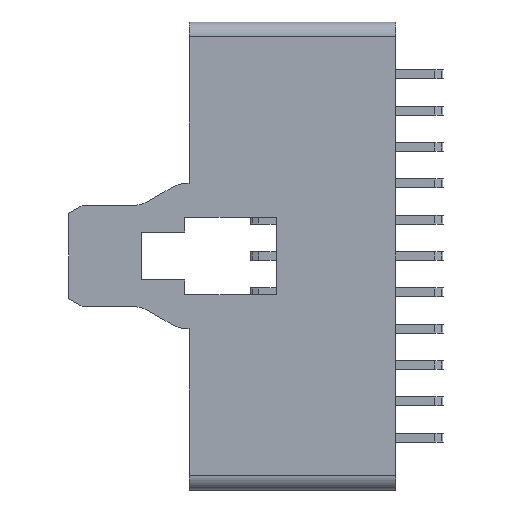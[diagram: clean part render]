
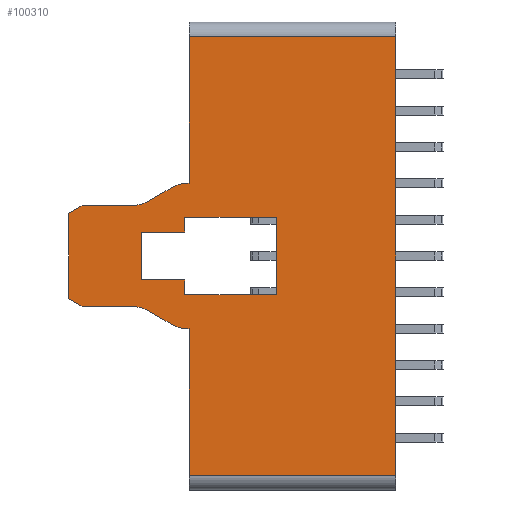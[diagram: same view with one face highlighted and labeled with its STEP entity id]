
A CAD part, left-side view. The second image highlights one B-rep face of the part: STEP entity #100310.
In plain terms, the highlighted planar face has unit normal (-1, 0, 0).
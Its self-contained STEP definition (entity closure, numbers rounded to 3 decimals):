
#7250=CARTESIAN_POINT('',(54.957,82.227,-16.25));
#7260=VERTEX_POINT('',#7250);
#7290=CARTESIAN_POINT('',(54.957,0.,-16.25));
#7300=DIRECTION('',(0.,-1.,0.));
#7310=VECTOR('',#7300,1.);
#7320=LINE('',#7290,#7310);
#7330=CARTESIAN_POINT('',(54.957,88.527,-16.25));
#7340=VERTEX_POINT('',#7330);
#7350=EDGE_CURVE('',#7340,#7260,#7320,.T.);
#7580=CARTESIAN_POINT('',(54.957,88.527,0.));
#7590=DIRECTION('',(0.,0.,-1.));
#7600=VECTOR('',#7590,1.);
#7610=LINE('',#7580,#7600);
#7620=CARTESIAN_POINT('',(54.957,88.527,-15.25));
#7630=VERTEX_POINT('',#7620);
#7640=EDGE_CURVE('',#7630,#7340,#7610,.T.);
#9240=CARTESIAN_POINT('',(54.957,91.527,-15.25));
#9250=VERTEX_POINT('',#9240);
#9280=CARTESIAN_POINT('',(54.957,91.527,0.));
#9290=DIRECTION('',(0.,0.,-1.));
#9300=VECTOR('',#9290,1.);
#9310=LINE('',#9280,#9300);
#9320=CARTESIAN_POINT('',(54.957,91.527,-11.95));
#9330=VERTEX_POINT('',#9320);
#9340=EDGE_CURVE('',#9330,#9250,#9310,.T.);
#9570=CARTESIAN_POINT('',(54.957,0.,-11.95));
#9580=DIRECTION('',(0.,1.,0.));
#9590=VECTOR('',#9580,1.);
#9600=LINE('',#9570,#9590);
#9610=CARTESIAN_POINT('',(54.957,88.527,-11.95));
#9620=VERTEX_POINT('',#9610);
#9630=EDGE_CURVE('',#9620,#9330,#9600,.T.);
#10020=CARTESIAN_POINT('',(54.957,0.,-15.25));
#10030=DIRECTION('',(0.,-1.,0.));
#10040=VECTOR('',#10030,1.);
#10050=LINE('',#10020,#10040);
#10060=EDGE_CURVE('',#9250,#7630,#10050,.T.);
#10330=CARTESIAN_POINT('',(54.957,88.527,0.));
#10340=DIRECTION('',(0.,0.,-1.));
#10350=VECTOR('',#10340,1.);
#10360=LINE('',#10330,#10350);
#10370=CARTESIAN_POINT('',(54.957,88.527,-10.95));
#10380=VERTEX_POINT('',#10370);
#10390=EDGE_CURVE('',#10380,#9620,#10360,.T.);
#10620=CARTESIAN_POINT('',(54.957,0.,-10.95));
#10630=DIRECTION('',(0.,1.,0.));
#10640=VECTOR('',#10630,1.);
#10650=LINE('',#10620,#10640);
#10660=CARTESIAN_POINT('',(54.957,82.227,-10.95));
#10670=VERTEX_POINT('',#10660);
#10680=EDGE_CURVE('',#10670,#10380,#10650,.T.);
#11000=CARTESIAN_POINT('',(54.957,82.227,0.));
#11010=DIRECTION('',(0.,0.,1.));
#11020=VECTOR('',#11010,1.);
#11030=LINE('',#11000,#11020);
#11040=EDGE_CURVE('',#7260,#10670,#11030,.T.);
#11290=CARTESIAN_POINT('',(54.957,0.,-10.1));
#11300=DIRECTION('',(0.,-1.,0.));
#11310=VECTOR('',#11300,1.);
#11320=LINE('',#11290,#11310);
#11330=CARTESIAN_POINT('',(54.957,95.527,-10.1));
#11340=VERTEX_POINT('',#11330);
#11350=CARTESIAN_POINT('',(54.957,91.929,-10.1));
#11360=VERTEX_POINT('',#11350);
#11370=EDGE_CURVE('',#11340,#11360,#11320,.T.);
#11890=CARTESIAN_POINT('',(54.957,91.179,-9.899)
);
#11900=VERTEX_POINT('',#11890);
#11930=CARTESIAN_POINT('',(54.957,91.929,-8.6));
#11940=DIRECTION('',(1.,0.,0.));
#11950=DIRECTION('',(0.,-1.,0.));
#11960=AXIS2_PLACEMENT_3D('',#11930,#11940,#11950);
#11970=CIRCLE('',#11960,1.5);
#11980=EDGE_CURVE('',#11900,#11360,#11970,.T.);
#12300=CARTESIAN_POINT('',(54.957,96.527,-10.677));
#12310=VERTEX_POINT('',#12300);
#12340=CARTESIAN_POINT('',(54.957,96.527,0.));
#12350=DIRECTION('',(0.,0.,-1.));
#12360=VECTOR('',#12350,1.);
#12370=LINE('',#12340,#12360);
#12380=CARTESIAN_POINT('',(54.957,96.527,-16.523));
#12390=VERTEX_POINT('',#12380);
#12400=EDGE_CURVE('',#12310,#12390,#12370,.T.);
#12630=CARTESIAN_POINT('',(54.957,0.,-69.943));
#12640=DIRECTION('',(0.,0.866,0.5));
#12650=VECTOR('',#12640,1.);
#12660=LINE('',#12630,#12650);
#12670=CARTESIAN_POINT('',(54.957,89.393,-18.332)
);
#12680=VERTEX_POINT('',#12670);
#12690=CARTESIAN_POINT('',(54.957,91.179,-17.301)
);
#12700=VERTEX_POINT('',#12690);
#12710=EDGE_CURVE('',#12680,#12700,#12660,.T.);
#13320=CARTESIAN_POINT('',(54.957,88.393,-18.6));
#13330=VERTEX_POINT('',#13320);
#13360=CARTESIAN_POINT('',(54.957,0.,-18.6));
#13370=DIRECTION('',(0.,1.,0.));
#13380=VECTOR('',#13370,1.);
#13390=LINE('',#13360,#13380);
#13400=CARTESIAN_POINT('',(54.957,88.227,-18.6));
#13410=VERTEX_POINT('',#13400);
#13420=EDGE_CURVE('',#13410,#13330,#13390,.T.);
#14110=CARTESIAN_POINT('',(54.957,88.393,-16.6));
#14120=DIRECTION('',(1.,0.,0.));
#14130=DIRECTION('',(0.,-1.,0.));
#14140=AXIS2_PLACEMENT_3D('',#14110,#14120,#14130);
#14150=CIRCLE('',#14140,2.);
#14160=EDGE_CURVE('',#13330,#12680,#14150,.T.);
#14470=CARTESIAN_POINT('',(54.957,91.929,-17.1));
#14480=VERTEX_POINT('',#14470);
#14510=CARTESIAN_POINT('',(54.957,91.929,-18.6));
#14520=DIRECTION('',(-1.,0.,0.));
#14530=DIRECTION('',(0.,1.,0.));
#14540=AXIS2_PLACEMENT_3D('',#14510,#14520,#14530);
#14550=CIRCLE('',#14540,1.5);
#14560=EDGE_CURVE('',#12700,#14480,#14550,.T.);
#14740=CARTESIAN_POINT('',(54.957,0.,-17.1));
#14750=DIRECTION('',(0.,1.,0.));
#14760=VECTOR('',#14750,1.);
#14770=LINE('',#14740,#14760);
#14780=CARTESIAN_POINT('',(54.957,95.527,-17.1));
#14790=VERTEX_POINT('',#14780);
#14800=EDGE_CURVE('',#14480,#14790,#14770,.T.);
#15190=CARTESIAN_POINT('',(54.957,0.,-72.252));
#15200=DIRECTION('',(0.,-0.866,-0.5));
#15210=VECTOR('',#15200,1.);
#15220=LINE('',#15190,#15210);
#15230=EDGE_CURVE('',#12390,#14790,#15220,.T.);
#15700=CARTESIAN_POINT('',(54.957,0.,45.052));
#15710=DIRECTION('',(0.,0.866,-0.5));
#15720=VECTOR('',#15710,1.);
#15730=LINE('',#15700,#15720);
#15740=EDGE_CURVE('',#11340,#12310,#15730,.T.);
#16090=CARTESIAN_POINT('',(54.957,88.393,-8.6));
#16100=VERTEX_POINT('',#16090);
#16130=CARTESIAN_POINT('',(54.957,88.393,-10.6));
#16140=DIRECTION('',(1.,0.,0.));
#16150=DIRECTION('',(0.,-1.,0.));
#16160=AXIS2_PLACEMENT_3D('',#16130,#16140,#16150);
#16170=CIRCLE('',#16160,2.);
#16180=CARTESIAN_POINT('',(54.957,89.393,-8.868)
);
#16190=VERTEX_POINT('',#16180);
#16200=EDGE_CURVE('',#16190,#16100,#16170,.T.);
#16430=CARTESIAN_POINT('',(54.957,0.,42.743));
#16440=DIRECTION('',(0.,-0.866,0.5));
#16450=VECTOR('',#16440,1.);
#16460=LINE('',#16430,#16450);
#16470=EDGE_CURVE('',#11900,#16190,#16460,.T.);
#16720=CARTESIAN_POINT('',(54.957,0.,-8.6));
#16730=DIRECTION('',(0.,-1.,0.));
#16740=VECTOR('',#16730,1.);
#16750=LINE('',#16720,#16740);
#16760=CARTESIAN_POINT('',(54.957,88.227,-8.6));
#16770=VERTEX_POINT('',#16760);
#16780=EDGE_CURVE('',#16100,#16770,#16750,.T.);
#41450=CARTESIAN_POINT('',(54.957,88.227,1.5));
#41460=VERTEX_POINT('',#41450);
#41490=CARTESIAN_POINT('',(54.957,88.227,-7.5));
#41500=DIRECTION('',(0.,0.,-1.));
#41510=VECTOR('',#41500,1.);
#41520=LINE('',#41490,#41510);
#41530=EDGE_CURVE('',#41460,#16770,#41520,.T.);
#41820=CARTESIAN_POINT('',(54.957,88.227,-28.7));
#41830=VERTEX_POINT('',#41820);
#42440=CARTESIAN_POINT('',(54.957,88.227,5.));
#42450=DIRECTION('',(0.,0.,-1.));
#42460=VECTOR('',#42450,1.);
#42470=LINE('',#42440,#42460);
#42480=EDGE_CURVE('',#13410,#41830,#42470,.T.);
#74770=CARTESIAN_POINT('',(54.957,74.027,1.5));
#74780=VERTEX_POINT('',#74770);
#75270=CARTESIAN_POINT('',(54.957,74.027,-28.7));
#75280=VERTEX_POINT('',#75270);
#75310=CARTESIAN_POINT('',(54.957,74.027,-7.5));
#75320=DIRECTION('',(0.,0.,1.));
#75330=VECTOR('',#75320,1.);
#75340=LINE('',#75310,#75330);
#75350=EDGE_CURVE('',#75280,#74780,#75340,.T.);
#82270=CARTESIAN_POINT('',(54.957,0.,-28.7));
#82280=DIRECTION('',(0.,-1.,0.));
#82290=VECTOR('',#82280,1.);
#82300=LINE('',#82270,#82290);
#82310=EDGE_CURVE('',#41830,#75280,#82300,.T.);
#99910=CARTESIAN_POINT('',(54.957,74.027,-33.6));
#99920=DIRECTION('',(-1.,0.,0.));
#99930=DIRECTION('',(0.,0.,1.));
#99940=AXIS2_PLACEMENT_3D('',#99910,#99920,#99930);
#99950=PLANE('',#99940);
#99960=ORIENTED_EDGE('',*,*,#82310,.T.);
#99970=ORIENTED_EDGE('',*,*,#42480,.T.);
#99980=ORIENTED_EDGE('',*,*,#13420,.F.);
#99990=ORIENTED_EDGE('',*,*,#14160,.F.);
#100000=ORIENTED_EDGE('',*,*,#12710,.F.);
#100010=ORIENTED_EDGE('',*,*,#14560,.F.);
#100020=ORIENTED_EDGE('',*,*,#14800,.F.);
#100030=ORIENTED_EDGE('',*,*,#15230,.T.);
#100040=ORIENTED_EDGE('',*,*,#12400,.T.);
#100050=ORIENTED_EDGE('',*,*,#15740,.T.);
#100060=ORIENTED_EDGE('',*,*,#11370,.F.);
#100070=ORIENTED_EDGE('',*,*,#11980,.T.);
#100080=ORIENTED_EDGE('',*,*,#16470,.F.);
#100090=ORIENTED_EDGE('',*,*,#16200,.F.);
#100100=ORIENTED_EDGE('',*,*,#16780,.F.);
#100110=ORIENTED_EDGE('',*,*,#41530,.T.);
#100120=CARTESIAN_POINT('',(54.957,0.,1.5));
#100130=DIRECTION('',(0.,-1.,0.));
#100140=VECTOR('',#100130,1.);
#100150=LINE('',#100120,#100140);
#100160=EDGE_CURVE('',#41460,#74780,#100150,.T.);
#100170=ORIENTED_EDGE('',*,*,#100160,.F.);
#100180=ORIENTED_EDGE('',*,*,#75350,.T.);
#100190=EDGE_LOOP('',(#100180,#100170,#100110,#100100,#100090,#100080,
#100070,#100060,#100050,#100040,#100030,#100020,#100010,#100000,#99990,
#99980,#99970,#99960));
#100200=FACE_OUTER_BOUND('',#100190,.T.);
#100210=ORIENTED_EDGE('',*,*,#7350,.F.);
#100220=ORIENTED_EDGE('',*,*,#11040,.F.);
#100230=ORIENTED_EDGE('',*,*,#10680,.F.);
#100240=ORIENTED_EDGE('',*,*,#10390,.F.);
#100250=ORIENTED_EDGE('',*,*,#9630,.F.);
#100260=ORIENTED_EDGE('',*,*,#9340,.F.);
#100270=ORIENTED_EDGE('',*,*,#10060,.F.);
#100280=ORIENTED_EDGE('',*,*,#7640,.F.);
#100290=EDGE_LOOP('',(#100280,#100270,#100260,#100250,#100240,#100230,
#100220,#100210));
#100300=FACE_BOUND('',#100290,.T.);
#100310=ADVANCED_FACE('',(#100200,#100300),#99950,.T.);
